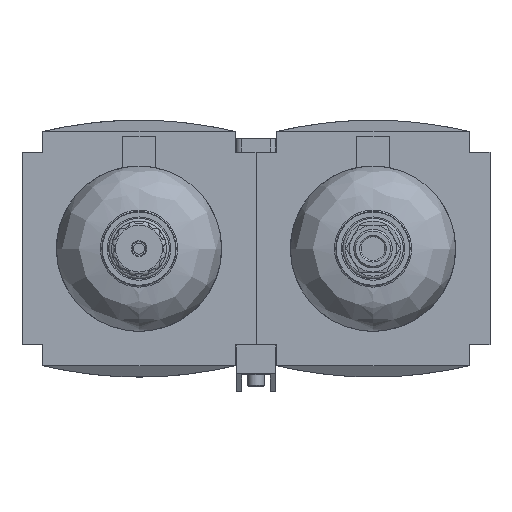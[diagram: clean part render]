
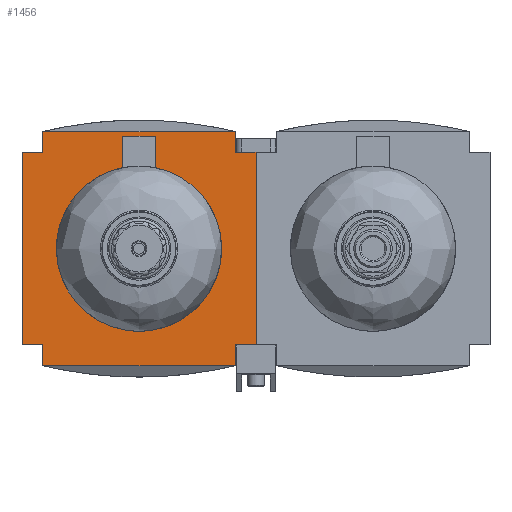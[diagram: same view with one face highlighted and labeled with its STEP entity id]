
A CAD part, front view. The second image highlights one B-rep face of the part: STEP entity #1456.
In plain terms, the highlighted planar face has unit normal (0, -1, 0).
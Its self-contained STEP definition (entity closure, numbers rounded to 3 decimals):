
#1456 = ADVANCED_FACE( '', ( #3720 ), #3721, .F. );
#3720 = FACE_OUTER_BOUND( '', #6982, .T. );
#3721 = PLANE( '', #6983 );
#6982 = EDGE_LOOP( '', ( #10938, #10939, #10940, #10941, #10942, #10943, #10944, #10945, #10946, #10947, #10948, #10949 ) );
#6983 = AXIS2_PLACEMENT_3D( '', #10950, #10951, #10952 );
#10938 = ORIENTED_EDGE( '', *, *, #19885, .F. );
#10939 = ORIENTED_EDGE( '', *, *, #19886, .F. );
#10940 = ORIENTED_EDGE( '', *, *, #19887, .F. );
#10941 = ORIENTED_EDGE( '', *, *, #19888, .T. );
#10942 = ORIENTED_EDGE( '', *, *, #19889, .F. );
#10943 = ORIENTED_EDGE( '', *, *, #19890, .T. );
#10944 = ORIENTED_EDGE( '', *, *, #19891, .F. );
#10945 = ORIENTED_EDGE( '', *, *, #19892, .T. );
#10946 = ORIENTED_EDGE( '', *, *, #19582, .T. );
#10947 = ORIENTED_EDGE( '', *, *, #19893, .F. );
#10948 = ORIENTED_EDGE( '', *, *, #19894, .F. );
#10949 = ORIENTED_EDGE( '', *, *, #19895, .T. );
#10950 = CARTESIAN_POINT( '', ( 0., -51., 103.36 ) );
#10951 = DIRECTION( '', ( 0., 1., 0. ) );
#10952 = DIRECTION( '', ( 0., 0., 1. ) );
#19582 = EDGE_CURVE( '', #23491, #23489, #23492, .T. );
#19885 = EDGE_CURVE( '', #24023, #24024, #24025, .T. );
#19886 = EDGE_CURVE( '', #24026, #24023, #24027, .T. );
#19887 = EDGE_CURVE( '', #24028, #24026, #24029, .T. );
#19888 = EDGE_CURVE( '', #24028, #24030, #24031, .T. );
#19889 = EDGE_CURVE( '', #23191, #24030, #24032, .T. );
#19890 = EDGE_CURVE( '', #23191, #23195, #24033, .T. );
#19891 = EDGE_CURVE( '', #24034, #23195, #24035, .T. );
#19892 = EDGE_CURVE( '', #24034, #23491, #24036, .T. );
#19893 = EDGE_CURVE( '', #24037, #23489, #24038, .T. );
#19894 = EDGE_CURVE( '', #24039, #24037, #24040, .T. );
#19895 = EDGE_CURVE( '', #24039, #24024, #24041, .T. );
#23191 = VERTEX_POINT( '', #28721 );
#23195 = VERTEX_POINT( '', #28726 );
#23489 = VERTEX_POINT( '', #29303 );
#23491 = VERTEX_POINT( '', #29306 );
#23492 = LINE( '', #29307, #29308 );
#24023 = VERTEX_POINT( '', #30158 );
#24024 = VERTEX_POINT( '', #30159 );
#24025 = LINE( '', #30160, #30161 );
#24026 = VERTEX_POINT( '', #30162 );
#24027 = LINE( '', #30163, #30164 );
#24028 = VERTEX_POINT( '', #30165 );
#24029 = LINE( '', #30166, #30167 );
#24030 = VERTEX_POINT( '', #30168 );
#24031 = LINE( '', #30169, #30170 );
#24032 = LINE( '', #30171, #30172 );
#24033 = LINE( '', #30173, #30174 );
#24034 = VERTEX_POINT( '', #30175 );
#24035 = LINE( '', #30176, #30177 );
#24036 = LINE( '', #30178, #30179 );
#24037 = VERTEX_POINT( '', #30180 );
#24038 = LINE( '', #30181, #30182 );
#24039 = VERTEX_POINT( '', #30183 );
#24040 = LINE( '', #30184, #30185 );
#24041 = LINE( '', #30186, #30187 );
#28721 = CARTESIAN_POINT( '', ( 35., -51., 42.5 ) );
#28726 = CARTESIAN_POINT( '', ( -35., -51., 42.5 ) );
#29303 = CARTESIAN_POINT( '', ( -42.5, -51., -35. ) );
#29306 = CARTESIAN_POINT( '', ( -42.5, -51., 35. ) );
#29307 = CARTESIAN_POINT( '', ( -42.5, -51., 35. ) );
#29308 = VECTOR( '', #37714, 1000. );
#30158 = CARTESIAN_POINT( '', ( 35., -51., -35. ) );
#30159 = CARTESIAN_POINT( '', ( 35., -51., -42.5 ) );
#30160 = CARTESIAN_POINT( '', ( 35., -51., 42.5 ) );
#30161 = VECTOR( '', #38084, 1000. );
#30162 = CARTESIAN_POINT( '', ( 42.5, -51., -35. ) );
#30163 = CARTESIAN_POINT( '', ( 42.5, -51., -35. ) );
#30164 = VECTOR( '', #38085, 1000. );
#30165 = CARTESIAN_POINT( '', ( 42.5, -51., 35. ) );
#30166 = CARTESIAN_POINT( '', ( 42.5, -51., 35. ) );
#30167 = VECTOR( '', #38086, 1000. );
#30168 = CARTESIAN_POINT( '', ( 35., -51., 35. ) );
#30169 = CARTESIAN_POINT( '', ( 42.5, -51., 35. ) );
#30170 = VECTOR( '', #38087, 1000. );
#30171 = CARTESIAN_POINT( '', ( 35., -51., 42.5 ) );
#30172 = VECTOR( '', #38088, 1000. );
#30173 = CARTESIAN_POINT( '', ( 0., -51., 42.5 ) );
#30174 = VECTOR( '', #38089, 1000. );
#30175 = CARTESIAN_POINT( '', ( -35., -51., 35. ) );
#30176 = CARTESIAN_POINT( '', ( -35., -51., -42.5 ) );
#30177 = VECTOR( '', #38090, 1000. );
#30178 = CARTESIAN_POINT( '', ( 42.5, -51., 35. ) );
#30179 = VECTOR( '', #38091, 1000. );
#30180 = CARTESIAN_POINT( '', ( -35., -51., -35. ) );
#30181 = CARTESIAN_POINT( '', ( 42.5, -51., -35. ) );
#30182 = VECTOR( '', #38092, 1000. );
#30183 = CARTESIAN_POINT( '', ( -35., -51., -42.5 ) );
#30184 = CARTESIAN_POINT( '', ( -35., -51., -42.5 ) );
#30185 = VECTOR( '', #38093, 1000. );
#30186 = CARTESIAN_POINT( '', ( 0., -51., -42.5 ) );
#30187 = VECTOR( '', #38094, 1000. );
#37714 = DIRECTION( '', ( 0., 0., -1. ) );
#38084 = DIRECTION( '', ( 0., 0., -1. ) );
#38085 = DIRECTION( '', ( -1., 0., 0. ) );
#38086 = DIRECTION( '', ( 0., 0., -1. ) );
#38087 = DIRECTION( '', ( -1., 0., 0. ) );
#38088 = DIRECTION( '', ( 0., 0., -1. ) );
#38089 = DIRECTION( '', ( -1., 0., 0. ) );
#38090 = DIRECTION( '', ( 0., 0., 1. ) );
#38091 = DIRECTION( '', ( -1., 0., 0. ) );
#38092 = DIRECTION( '', ( -1., 0., 0. ) );
#38093 = DIRECTION( '', ( 0., 0., 1. ) );
#38094 = DIRECTION( '', ( 1., 0., 0. ) );
